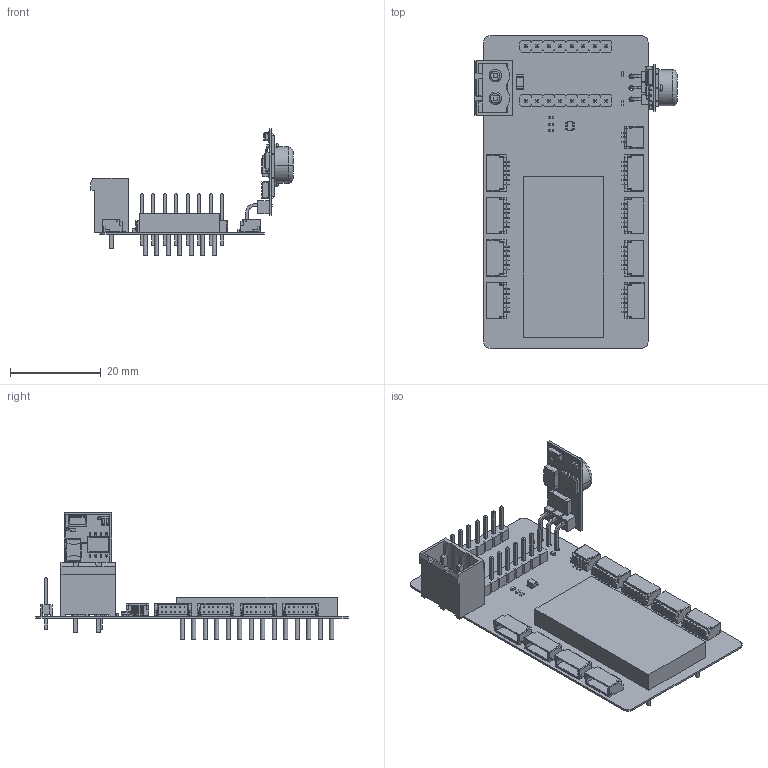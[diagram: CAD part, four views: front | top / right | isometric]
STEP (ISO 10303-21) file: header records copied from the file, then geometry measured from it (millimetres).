
FILE_DESCRIPTION(('Open CASCADE Model'),'2;1');
FILE_NAME('Open CASCADE Shape Model','2024-10-29T22:27:56',('Author'),( 'Open CASCADE'),'Open CASCADE STEP processor 6.8','Open CASCADE 6.8' ,'Unknown');
FILE_SCHEMA(('AUTOMOTIVE_DESIGN { 1 0 10303 214 1 1 1 1 }'));
Length unit declared in the file: millimetre
Products named in the file (58): PCB; Board; Open CASCADE STEP translator 6.8 1.1.1; IC?; 6773108976; Body; Leads; C?; 6306982784; solidBody; Terminal; solidTop; 6306985664; Fillet1; Fillet2; body2; 6306983984; PS?; 6306979264; J?; 6306980304; P?; 61300811121; 6130xx11121_PIN; J9; 6306981584; 6306983504; PinsArrayLR; 6306982944; J3; 6306987584; J7; 6306981424; J2; J8; J5; J6; R?; 6306982704; term1 ...
Assembly tree (104 placements, depth 4):
  PCB
    Board
      Open CASCADE STEP translator 6.8 1.1.1
    IC?
      6773108976
        Body
        Leads  x33
    C?
      6306982784
        solidBody
        Terminal
        solidTop
    C?
      6306985664
        Fillet1
        Fillet2
        body2
    C?
      6306983984
        Fillet1
        Fillet2
        body2
    PS?
      6306979264
    J?
      6306980304
    P?
      61300811121
        6130xx11121_PIN  x8
        61300811121
    P?
      61300811121
        6130xx11121_PIN  x8
        61300811121
    J9
      6306981584
    IC?
      6306983504
        Body
        PinsArrayLR
    C?
      6306982944
        Fillet1
        Fillet2
        body2
    J3
      6306987584
    J7
      6306981424
    J2
      6306987584
    J8
      6306981424
    J5
      6306981424
    J6
      6306981424
    R?
      6306982704
        term1
Bounding box: 44.66 x 69.09 x 27.9 mm (x, y, z)
Volume: 9119.8 mm3; surface area: 30279.1 mm2
Topology: 1234 solids, 1234 shells, 7752 faces, 15396 edges, 9988 vertices
Faces by surface type: plane 6036, cylinder 1620, sphere 68, torus 18, revolution 6, cone 4
Full cylindrical faces by diameter (mm): 0.156 x1, 0.91 x1089, 1.1 x16, 1.11 x36, 1.2 x2
Entity records: 76194 total; most frequent: CARTESIAN_POINT 11124, DIRECTION 10732, ORIENTED_EDGE 10724, EDGE_CURVE 5362, LINE 4448, VECTOR 4448, VERTEX_POINT 3448, AXIS2_PLACEMENT_3D 3139
